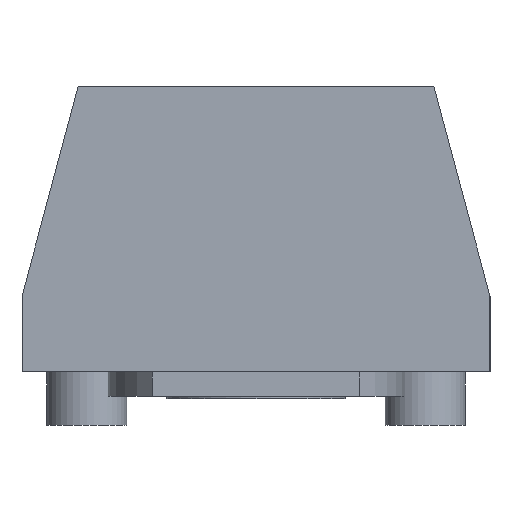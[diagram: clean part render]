
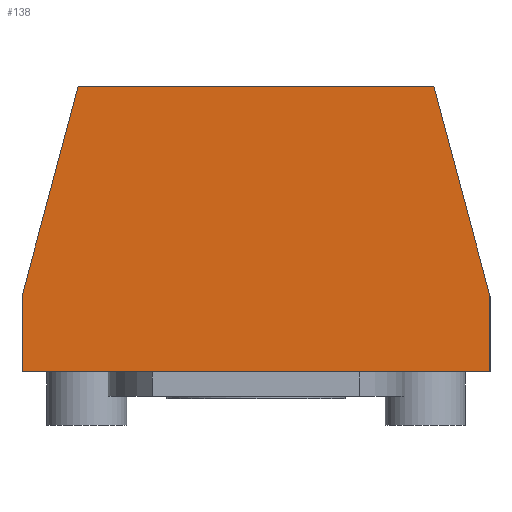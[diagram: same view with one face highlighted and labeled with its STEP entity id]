
A CAD part, left-side view. The second image highlights one B-rep face of the part: STEP entity #138.
In plain terms, the highlighted planar face has unit normal (-1, 0, 0).
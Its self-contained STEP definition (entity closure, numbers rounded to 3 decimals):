
#88=FACE_OUTER_BOUND('',#263,.T.);
#138=ADVANCED_FACE('',(#88),#169,.T.);
#169=PLANE('',#960);
#263=EDGE_LOOP('',(#593,#594,#595,#596,#597,#598));
#273=LINE('',#1246,#343);
#316=LINE('',#1466,#386);
#331=LINE('',#1500,#401);
#332=LINE('',#1502,#402);
#333=LINE('',#1504,#403);
#334=LINE('',#1506,#404);
#343=VECTOR('',#990,1.);
#386=VECTOR('',#1163,1.);
#401=VECTOR('',#1200,1.);
#402=VECTOR('',#1201,1.);
#403=VECTOR('',#1202,1.);
#404=VECTOR('',#1203,1.);
#593=ORIENTED_EDGE('',*,*,#710,.T.);
#594=ORIENTED_EDGE('',*,*,#784,.T.);
#595=ORIENTED_EDGE('',*,*,#801,.T.);
#596=ORIENTED_EDGE('',*,*,#802,.T.);
#597=ORIENTED_EDGE('',*,*,#803,.T.);
#598=ORIENTED_EDGE('',*,*,#804,.T.);
#631=VERTEX_POINT('',#1240);
#634=VERTEX_POINT('',#1245);
#688=VERTEX_POINT('',#1465);
#697=VERTEX_POINT('',#1501);
#698=VERTEX_POINT('',#1503);
#699=VERTEX_POINT('',#1505);
#710=EDGE_CURVE('',#631,#634,#273,.T.);
#784=EDGE_CURVE('',#634,#688,#316,.T.);
#801=EDGE_CURVE('',#688,#697,#331,.T.);
#802=EDGE_CURVE('',#697,#698,#332,.T.);
#803=EDGE_CURVE('',#698,#699,#333,.T.);
#804=EDGE_CURVE('',#699,#631,#334,.T.);
#960=AXIS2_PLACEMENT_3D('',#1507,#1204,#1205);
#990=DIRECTION('',(0.,-1.,0.));
#1163=DIRECTION('',(0.,0.,1.));
#1200=DIRECTION('',(0.,0.259,0.966));
#1201=DIRECTION('',(0.,1.,0.));
#1202=DIRECTION('',(0.,0.259,-0.966));
#1203=DIRECTION('',(0.,0.,-1.));
#1204=DIRECTION('',(-1.,0.,0.));
#1205=DIRECTION('',(0.,-1.,0.));
#1240=CARTESIAN_POINT('',(-32.,52.5,-17.));
#1245=CARTESIAN_POINT('',(-32.,-52.5,-17.));
#1246=CARTESIAN_POINT('',(-32.,-52.5,-17.));
#1465=CARTESIAN_POINT('',(-32.,-52.5,0.));
#1466=CARTESIAN_POINT('',(-32.,-52.5,-17.));
#1500=CARTESIAN_POINT('',(-32.,-39.906,47.));
#1501=CARTESIAN_POINT('',(-32.,-39.906,47.));
#1502=CARTESIAN_POINT('',(-32.,39.906,47.));
#1503=CARTESIAN_POINT('',(-32.,39.906,47.));
#1504=CARTESIAN_POINT('',(-32.,52.5,0.));
#1505=CARTESIAN_POINT('',(-32.,52.5,0.));
#1506=CARTESIAN_POINT('',(-32.,52.5,-17.));
#1507=CARTESIAN_POINT('',(-32.,-52.5,-17.));
